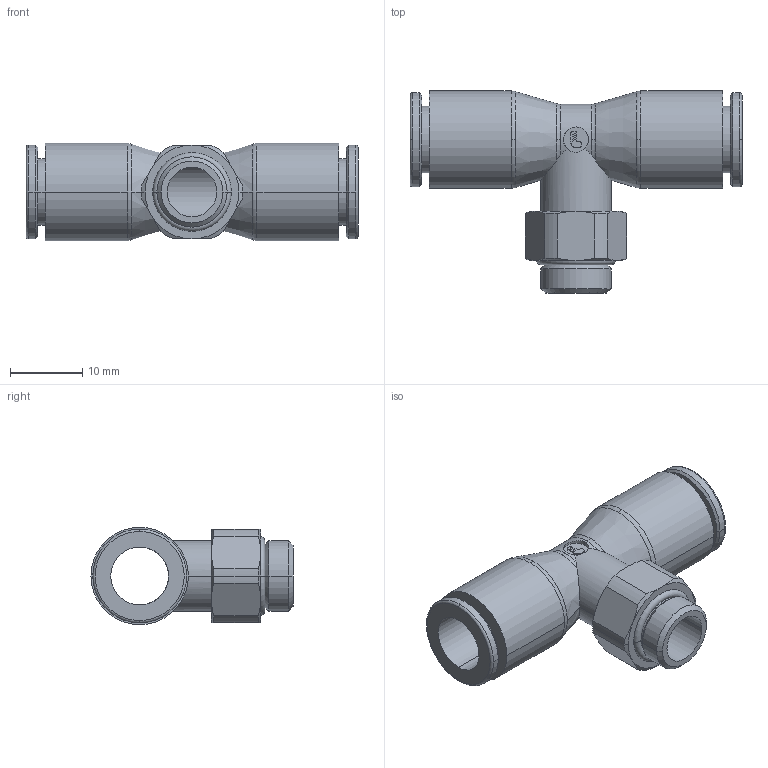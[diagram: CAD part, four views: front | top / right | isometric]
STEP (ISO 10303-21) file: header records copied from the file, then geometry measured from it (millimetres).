
FILE_DESCRIPTION(('STEP AP214'),'1');
FILE_NAME('3198_08_10.stp','2016-07-07T14:59:59',('TraceParts'),('TraceParts S.A.'),'Spatial InterOp 3D',' ',' ');
FILE_SCHEMA(('automotive_design'));
Length unit declared in the file: millimetre
Products named in the file (1): 1
Bounding box: 46 x 28 x 13.5 mm (x, y, z)
Volume: 4223.8 mm3; surface area: 4511.7 mm2
Topology: 1 solids, 1 shells, 120 faces, 299 edges, 190 vertices
Faces by surface type: cylinder 43, plane 33, cone 28, torus 16
Entity records: 3859 total; most frequent: CARTESIAN_POINT 924, DIRECTION 664, ORIENTED_EDGE 598, EDGE_CURVE 299, AXIS2_PLACEMENT_3D 280, VERTEX_POINT 190, CIRCLE 151, EDGE_LOOP 133
